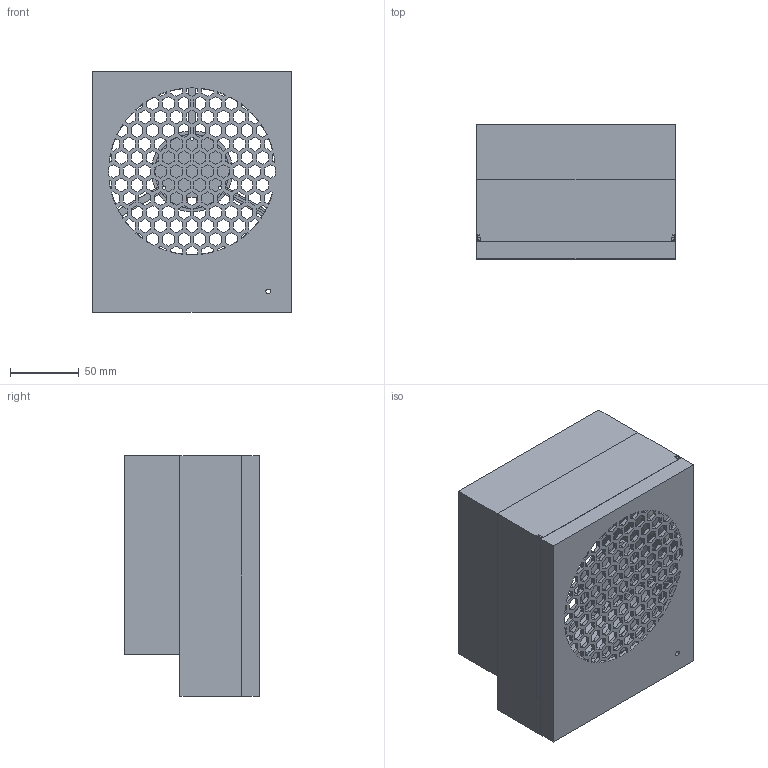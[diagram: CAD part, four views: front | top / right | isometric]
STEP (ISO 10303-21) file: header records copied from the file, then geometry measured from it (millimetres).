
FILE_DESCRIPTION(/* description */ (''),/* implementation_level */ '2;1');
FILE_NAME(/* name */ 'Solder Fume Extractor v1.step',/* time_stamp */ '2024-07-09T01:30:03+02:00',/* author */ (''),/* organization */ (''),/* preprocessor_version */ 'ST-DEVELOPER v20',/* originating_system */ 'Autodesk Translation Framework v13.14.0.145',/* authorisation */ '');
FILE_SCHEMA (('AUTOMOTIVE_DESIGN { 1 0 10303 214 3 1 1 }'));
Length unit declared in the file: millimetre
Products named in the file (1): Again yaay
Bounding box: 144.5 x 97.5 x 174.5 mm (x, y, z)
Volume: 740567.8 mm3; surface area: 194606.9 mm2
Topology: 3 solids, 3 shells, 811 faces, 2405 edges, 1600 vertices
Faces by surface type: plane 760, cylinder 51
Full cylindrical faces by diameter (mm): 2.5 x3, 2.8 x3, 3.5 x1, 54 x1, 121.25 x1, 135.5 x1
Entity records: 27211 total; most frequent: CARTESIAN_POINT 4817, ORIENTED_EDGE 4810, DIRECTION 4147, EDGE_CURVE 2405, LINE 2287, VECTOR 2287, VERTEX_POINT 1600, EDGE_LOOP 1069
